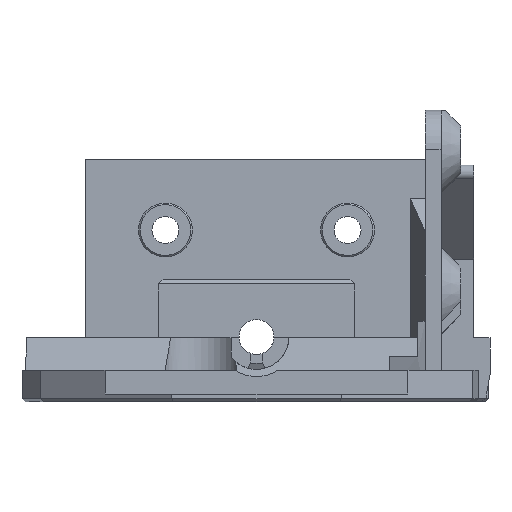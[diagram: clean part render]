
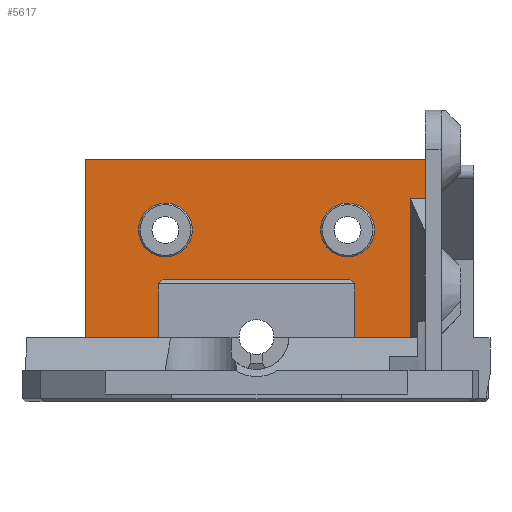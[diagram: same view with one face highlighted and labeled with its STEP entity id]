
A CAD part, front view. The second image highlights one B-rep face of the part: STEP entity #5617.
In plain terms, the highlighted planar face has unit normal (0, -1, 0).
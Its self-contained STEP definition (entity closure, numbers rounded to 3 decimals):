
#26 = CARTESIAN_POINT ( 'NONE',  ( 146.109, -139.486, 130.8 ) ) ;
#43 = ORIENTED_EDGE ( 'NONE', *, *, #1013, .F. ) ;
#263 = LINE ( 'NONE', #2496, #4073 ) ;
#373 = DIRECTION ( 'NONE',  ( 1., 0., 0. ) ) ;
#381 = EDGE_CURVE ( 'NONE', #7243, #7243, #746, .T. ) ;
#430 = DIRECTION ( 'NONE',  ( 0., 0., 1. ) ) ;
#431 = LINE ( 'NONE', #2069, #2824 ) ;
#478 = CARTESIAN_POINT ( 'NONE',  ( 116.199, -139.486, 138.2 ) ) ;
#678 = DIRECTION ( 'NONE',  ( 0., 0., 1. ) ) ;
#695 = EDGE_CURVE ( 'NONE', #9082, #4898, #2850, .T. ) ;
#711 = CARTESIAN_POINT ( 'NONE',  ( 105.099, -139.486, 153.3 ) ) ;
#746 = CIRCLE ( 'NONE', #1222, 3.4 ) ;
#842 = PLANE ( 'NONE',  #6141 ) ;
#852 = VERTEX_POINT ( 'NONE', #7719 ) ;
#1006 = ORIENTED_EDGE ( 'NONE', *, *, #8909, .F. ) ;
#1013 = EDGE_CURVE ( 'NONE', #2794, #9082, #263, .T. ) ;
#1119 = EDGE_LOOP ( 'NONE', ( #8608 ) ) ;
#1189 = LINE ( 'NONE', #4915, #5995 ) ;
#1222 = AXIS2_PLACEMENT_3D ( 'NONE', #8980, #8240, #678 ) ;
#1246 = VECTOR ( 'NONE', #9245, 1000. ) ;
#1364 = DIRECTION ( 'NONE',  ( -1., 0., 0. ) ) ;
#1549 = VECTOR ( 'NONE', #4774, 1000. ) ;
#1591 = FACE_BOUND ( 'NONE', #7880, .T. ) ;
#1612 = EDGE_CURVE ( 'NONE', #9612, #4898, #8635, .T. ) ;
#1736 = EDGE_CURVE ( 'NONE', #4278, #3272, #431, .T. ) ;
#1770 = EDGE_LOOP ( 'NONE', ( #43, #2693, #6293, #4101, #6919, #5527, #4879, #9569, #6350, #2247, #9053, #8441 ) ) ;
#1994 = LINE ( 'NONE', #3433, #5204 ) ;
#2069 = CARTESIAN_POINT ( 'NONE',  ( -11., -139.486, 11. ) ) ;
#2098 = CARTESIAN_POINT ( 'NONE',  ( 115.599, -139.486, 130.8 ) ) ;
#2148 = EDGE_CURVE ( 'NONE', #2794, #3635, #5681, .T. ) ;
#2247 = ORIENTED_EDGE ( 'NONE', *, *, #2531, .T. ) ;
#2345 = VERTEX_POINT ( 'NONE', #711 ) ;
#2391 = CARTESIAN_POINT ( 'NONE',  ( 146.109, -139.486, 148.4 ) ) ;
#2392 = CARTESIAN_POINT ( 'NONE',  ( 105.099, -139.486, 130.8 ) ) ;
#2496 = CARTESIAN_POINT ( 'NONE',  ( 146.109, -139.486, 147.147 ) ) ;
#2505 = CARTESIAN_POINT ( 'NONE',  ( 115.599, -139.486, 138.2 ) ) ;
#2507 = EDGE_CURVE ( 'NONE', #852, #2345, #9457, .T. ) ;
#2529 = CARTESIAN_POINT ( 'NONE',  ( 148.299, -139.486, 148.4 ) ) ;
#2531 = EDGE_CURVE ( 'NONE', #5608, #9612, #1994, .T. ) ;
#2593 = VERTEX_POINT ( 'NONE', #2098 ) ;
#2597 = CARTESIAN_POINT ( 'NONE',  ( 148.299, -139.486, 148.4 ) ) ;
#2661 = CARTESIAN_POINT ( 'NONE',  ( 138.199, -139.486, 144.4 ) ) ;
#2671 = CARTESIAN_POINT ( 'NONE',  ( 115.199, -139.486, 147.8 ) ) ;
#2693 = ORIENTED_EDGE ( 'NONE', *, *, #2148, .T. ) ;
#2794 = VERTEX_POINT ( 'NONE', #2391 ) ;
#2803 = DIRECTION ( 'NONE',  ( 0.707, 0., 0.707 ) ) ;
#2824 = VECTOR ( 'NONE', #2803, 1000. ) ;
#2850 = LINE ( 'NONE', #8080, #7258 ) ;
#3020 = AXIS2_PLACEMENT_3D ( 'NONE', #2661, #5830, #430 ) ;
#3272 = VERTEX_POINT ( 'NONE', #478 ) ;
#3304 = LINE ( 'NONE', #2505, #9636 ) ;
#3433 = CARTESIAN_POINT ( 'NONE',  ( 137.7, -139.486, 137.7 ) ) ;
#3583 = CARTESIAN_POINT ( 'NONE',  ( 148.299, -139.486, 130.8 ) ) ;
#3635 = VERTEX_POINT ( 'NONE', #2529 ) ;
#3977 = LINE ( 'NONE', #9303, #1549 ) ;
#4073 = VECTOR ( 'NONE', #9371, 1000. ) ;
#4101 = ORIENTED_EDGE ( 'NONE', *, *, #2507, .T. ) ;
#4278 = VERTEX_POINT ( 'NONE', #9128 ) ;
#4417 = LINE ( 'NONE', #8946, #5173 ) ;
#4454 = EDGE_CURVE ( 'NONE', #2593, #4278, #3304, .T. ) ;
#4617 = FACE_BOUND ( 'NONE', #1119, .T. ) ;
#4684 = EDGE_CURVE ( 'NONE', #3635, #852, #6018, .T. ) ;
#4774 = DIRECTION ( 'NONE',  ( 0., 0., -1. ) ) ;
#4879 = ORIENTED_EDGE ( 'NONE', *, *, #4454, .T. ) ;
#4896 = VECTOR ( 'NONE', #373, 1000. ) ;
#4898 = VERTEX_POINT ( 'NONE', #6586 ) ;
#4915 = CARTESIAN_POINT ( 'NONE',  ( 126.699, -139.486, 130.8 ) ) ;
#5164 = DIRECTION ( 'NONE',  ( 0., 0., 1. ) ) ;
#5171 = VERTEX_POINT ( 'NONE', #2392 ) ;
#5172 = EDGE_CURVE ( 'NONE', #2345, #5171, #3977, .T. ) ;
#5173 = VECTOR ( 'NONE', #7456, 1000. ) ;
#5204 = VECTOR ( 'NONE', #7170, 1000. ) ;
#5397 = CARTESIAN_POINT ( 'NONE',  ( 0., -139.486, 0. ) ) ;
#5445 = DIRECTION ( 'NONE',  ( 0., 1., 0. ) ) ;
#5467 = EDGE_CURVE ( 'NONE', #5608, #3272, #4417, .T. ) ;
#5527 = ORIENTED_EDGE ( 'NONE', *, *, #6708, .F. ) ;
#5604 = DIRECTION ( 'NONE',  ( -1., 0., 0. ) ) ;
#5608 = VERTEX_POINT ( 'NONE', #9144 ) ;
#5617 = ADVANCED_FACE ( 'NONE', ( #1591, #4617, #7650 ), #842, .F. ) ;
#5681 = LINE ( 'NONE', #2597, #4896 ) ;
#5830 = DIRECTION ( 'NONE',  ( 0., -1., 0. ) ) ;
#5995 = VECTOR ( 'NONE', #5604, 1000. ) ;
#6018 = LINE ( 'NONE', #3583, #8680 ) ;
#6087 = VERTEX_POINT ( 'NONE', #9137 ) ;
#6141 = AXIS2_PLACEMENT_3D ( 'NONE', #5397, #5445, #8494 ) ;
#6287 = CARTESIAN_POINT ( 'NONE',  ( 137.799, -139.486, 138.2 ) ) ;
#6293 = ORIENTED_EDGE ( 'NONE', *, *, #4684, .T. ) ;
#6350 = ORIENTED_EDGE ( 'NONE', *, *, #5467, .F. ) ;
#6586 = CARTESIAN_POINT ( 'NONE',  ( 137.799, -139.486, 130.8 ) ) ;
#6708 = EDGE_CURVE ( 'NONE', #2593, #5171, #1189, .T. ) ;
#6919 = ORIENTED_EDGE ( 'NONE', *, *, #5172, .T. ) ;
#7170 = DIRECTION ( 'NONE',  ( 0.707, 0., -0.707 ) ) ;
#7243 = VERTEX_POINT ( 'NONE', #2671 ) ;
#7258 = VECTOR ( 'NONE', #1364, 1000. ) ;
#7309 = CIRCLE ( 'NONE', #3020, 3.4 ) ;
#7456 = DIRECTION ( 'NONE',  ( -1., 0., 0. ) ) ;
#7650 = FACE_OUTER_BOUND ( 'NONE', #1770, .T. ) ;
#7719 = CARTESIAN_POINT ( 'NONE',  ( 148.299, -139.486, 153.3 ) ) ;
#7831 = DIRECTION ( 'NONE',  ( 0., 0., 1. ) ) ;
#7880 = EDGE_LOOP ( 'NONE', ( #1006 ) ) ;
#8011 = DIRECTION ( 'NONE',  ( -1., 0., 0. ) ) ;
#8080 = CARTESIAN_POINT ( 'NONE',  ( 126.699, -139.486, 130.8 ) ) ;
#8240 = DIRECTION ( 'NONE',  ( 0., 1., 0. ) ) ;
#8243 = VECTOR ( 'NONE', #8011, 1000. ) ;
#8441 = ORIENTED_EDGE ( 'NONE', *, *, #695, .F. ) ;
#8494 = DIRECTION ( 'NONE',  ( 0., 0., 1. ) ) ;
#8608 = ORIENTED_EDGE ( 'NONE', *, *, #381, .T. ) ;
#8635 = LINE ( 'NONE', #6287, #1246 ) ;
#8680 = VECTOR ( 'NONE', #5164, 1000. ) ;
#8811 = CARTESIAN_POINT ( 'NONE',  ( 105.099, -139.486, 153.3 ) ) ;
#8909 = EDGE_CURVE ( 'NONE', #6087, #6087, #7309, .T. ) ;
#8946 = CARTESIAN_POINT ( 'NONE',  ( 126.699, -139.486, 138.2 ) ) ;
#8980 = CARTESIAN_POINT ( 'NONE',  ( 115.199, -139.486, 144.4 ) ) ;
#9053 = ORIENTED_EDGE ( 'NONE', *, *, #1612, .T. ) ;
#9055 = CARTESIAN_POINT ( 'NONE',  ( 137.799, -139.486, 137.6 ) ) ;
#9082 = VERTEX_POINT ( 'NONE', #26 ) ;
#9128 = CARTESIAN_POINT ( 'NONE',  ( 115.599, -139.486, 137.6 ) ) ;
#9137 = CARTESIAN_POINT ( 'NONE',  ( 138.199, -139.486, 147.8 ) ) ;
#9144 = CARTESIAN_POINT ( 'NONE',  ( 137.199, -139.486, 138.2 ) ) ;
#9245 = DIRECTION ( 'NONE',  ( 0., 0., -1. ) ) ;
#9303 = CARTESIAN_POINT ( 'NONE',  ( 105.099, -139.486, 145.5 ) ) ;
#9371 = DIRECTION ( 'NONE',  ( 0., 0., -1. ) ) ;
#9457 = LINE ( 'NONE', #8811, #8243 ) ;
#9569 = ORIENTED_EDGE ( 'NONE', *, *, #1736, .T. ) ;
#9612 = VERTEX_POINT ( 'NONE', #9055 ) ;
#9636 = VECTOR ( 'NONE', #7831, 1000. ) ;
